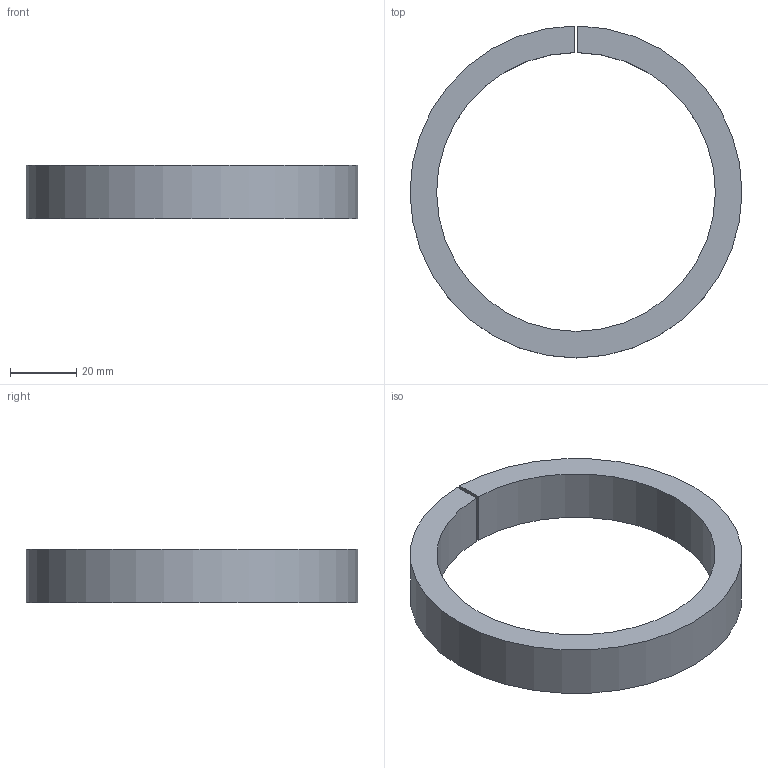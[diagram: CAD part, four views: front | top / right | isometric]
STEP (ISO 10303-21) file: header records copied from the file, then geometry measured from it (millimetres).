
FILE_DESCRIPTION (( 'STEP AP203' ), '1' );
FILE_NAME ('5638-100.step', '2020-05-14T11:26:04', ( '' ), ( '' ), 'SwSTEP 2.0', 'SolidWorks 2015', '' );
FILE_SCHEMA (( 'CONFIG_CONTROL_DESIGN' ));
Length unit declared in the file: millimetre
Products named in the file (1): 5638-100
Bounding box: 100 x 100 x 16 mm (x, y, z)
Volume: 36867.2 mm3; surface area: 14086.7 mm2
Topology: 1 solids, 1 shells, 220 faces, 582 edges, 388 vertices
Faces by surface type: bspline 114, plane 104, cylinder 2
Entity records: 13079 total; most frequent: CARTESIAN_POINT 8321, ORIENTED_EDGE 1164, EDGE_CURVE 582, DIRECTION 572, VERTEX_POINT 388, VECTOR 350, LINE 350, EDGE_LOOP 244
